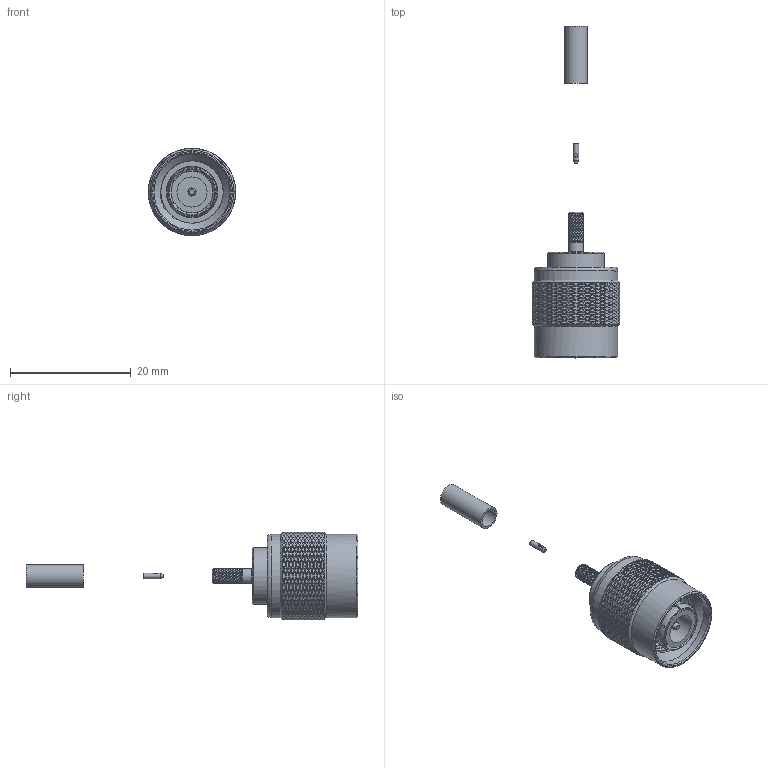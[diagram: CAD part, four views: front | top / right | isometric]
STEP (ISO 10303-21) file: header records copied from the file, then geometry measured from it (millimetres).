
FILE_DESCRIPTION(/* description */ ('Unknown'),/* implementation_level */ '2;1');
FILE_NAME(/* name */ '67045026510320',/* time_stamp */ '2023-03-20T11:29:22+01:00',/* author */ ('Unknown'),/* organization */ ('Unknown'),/* preprocessor_version */ 'ST-DEVELOPER v16.7',/* originating_system */ 'Solid Edge',/* authorisation */ 'Unknown');
FILE_SCHEMA (('AUTOMOTIVE_DESIGN {1 0 10303 214 3 1 1}'));
Length unit declared in the file: millimetre
Products named in the file (1): 67045026510320
Bounding box: 14.5 x 55 x 14.5 mm (x, y, z)
Volume: 1767.9 mm3; surface area: 3811.4 mm2
Topology: 3 solids, 3 shells, 3775 faces, 8848 edges, 5088 vertices
Faces by surface type: bspline 2680, cylinder 911, plane 139, cone 21, torus 16, sphere 8
Full cylindrical faces by diameter (mm): 0.6 x2, 0.9 x1, 1.2 x1, 1.33 x1, 1.7 x1, 2.45 x1, 3.1 x1, 3.8 x1, 5 x1, 6.9 x1, 6.95 x1, 7.6 x1, 7.8 x1, 8.4 x3, 8.65 x1, 8.85 x1, 9.4 x1, 11.45 x2, 12.3 x1, 12.6 x1, 12.9 x1, 12.95 x1, 13.8 x2
Entity records: 180099 total; most frequent: CARTESIAN_POINT 98279, ORIENTED_EDGE 17530, EDGE_CURVE 8765, B_SPLINE_CURVE_WITH_KNOTS 5841, VERTEX_POINT 5065, FACE_BOUND 3848, EDGE_LOOP 3847, ADVANCED_FACE 3775
